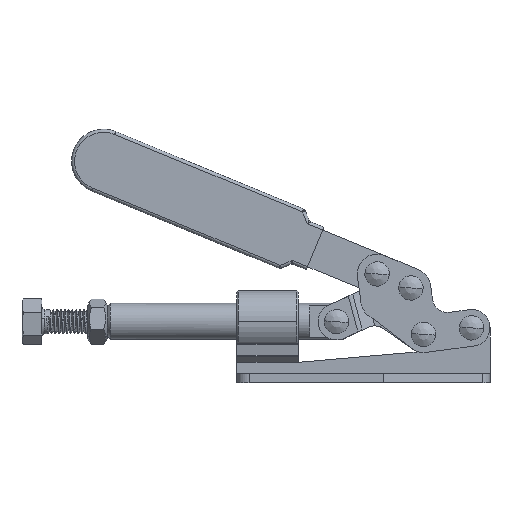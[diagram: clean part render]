
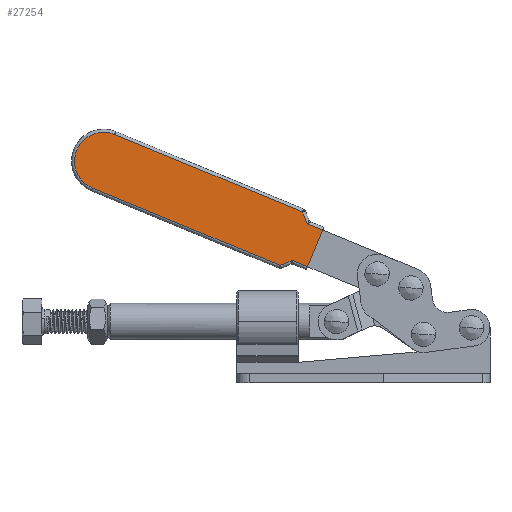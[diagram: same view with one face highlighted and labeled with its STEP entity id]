
A CAD part, front view. The second image highlights one B-rep face of the part: STEP entity #27254.
In plain terms, the highlighted face is planar.
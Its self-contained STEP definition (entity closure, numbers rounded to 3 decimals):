
#326 = CARTESIAN_POINT ( 'NONE',  ( 0., 0., 0. ) ) ;
#843 = EDGE_CURVE ( 'NONE', #8086, #36675, #8091, .T. ) ;
#2205 = VECTOR ( 'NONE', #26981, 1000. ) ;
#2907 = EDGE_CURVE ( 'NONE', #19132, #8086, #17595, .T. ) ;
#3420 = DIRECTION ( 'NONE',  ( 1., 0., 0. ) ) ;
#4994 = VECTOR ( 'NONE', #36531, 1000. ) ;
#5983 = LINE ( 'NONE', #11391, #13174 ) ;
#6435 = CARTESIAN_POINT ( 'NONE',  ( 66.586, 9.5, 0. ) ) ;
#7106 = AXIS2_PLACEMENT_3D ( 'NONE', #326, #21810, #3420 ) ;
#7771 = VERTEX_POINT ( 'NONE', #16303 ) ;
#7888 = LINE ( 'NONE', #33407, #4994 ) ;
#8086 = VERTEX_POINT ( 'NONE', #39174 ) ;
#8091 = LINE ( 'NONE', #12693, #38876 ) ;
#9031 = LINE ( 'NONE', #14132, #33555 ) ;
#9465 = PLANE ( 'NONE',  #25829 ) ;
#10477 = VECTOR ( 'NONE', #36285, 1000. ) ;
#11391 = CARTESIAN_POINT ( 'NONE',  ( 0., 9.5, 0. ) ) ;
#12693 = CARTESIAN_POINT ( 'NONE',  ( 0., -9.5, 0. ) ) ;
#13174 = VECTOR ( 'NONE', #36037, 1000. ) ;
#13703 = CARTESIAN_POINT ( 'NONE',  ( 75., -6.5, 0. ) ) ;
#14132 = CARTESIAN_POINT ( 'NONE',  ( 75., 7.5, 0. ) ) ;
#15569 = EDGE_CURVE ( 'NONE', #24158, #34311, #36995, .T. ) ;
#15626 = DIRECTION ( 'NONE',  ( 0., 0., 1. ) ) ;
#16139 = DIRECTION ( 'NONE',  ( -1., 0., 0. ) ) ;
#16303 = CARTESIAN_POINT ( 'NONE',  ( 0., 9.5, 0. ) ) ;
#16405 = ORIENTED_EDGE ( 'NONE', *, *, #32533, .T. ) ;
#16950 = ORIENTED_EDGE ( 'NONE', *, *, #35862, .T. ) ;
#17039 = EDGE_LOOP ( 'NONE', ( #34873, #16405, #24794, #17917, #38718, #16950, #30044, #33630 ) ) ;
#17429 = EDGE_CURVE ( 'NONE', #37796, #34311, #9031, .T. ) ;
#17595 = LINE ( 'NONE', #29791, #2205 ) ;
#17855 = CARTESIAN_POINT ( 'NONE',  ( 0., 6.5, 0. ) ) ;
#17917 = ORIENTED_EDGE ( 'NONE', *, *, #843, .T. ) ;
#18710 = CIRCLE ( 'NONE', #7106, 9.5 ) ;
#18814 = FACE_OUTER_BOUND ( 'NONE', #17039, .T. ) ;
#19132 = VERTEX_POINT ( 'NONE', #20088 ) ;
#19245 = CARTESIAN_POINT ( 'NONE',  ( 0., -6.5, 0. ) ) ;
#20088 = CARTESIAN_POINT ( 'NONE',  ( 69.586, -6.5, 0. ) ) ;
#21810 = DIRECTION ( 'NONE',  ( 0., 0., -1. ) ) ;
#24158 = VERTEX_POINT ( 'NONE', #30937 ) ;
#24789 = CARTESIAN_POINT ( 'NONE',  ( 0., 0., 0. ) ) ;
#24794 = ORIENTED_EDGE ( 'NONE', *, *, #2907, .T. ) ;
#25829 = AXIS2_PLACEMENT_3D ( 'NONE', #24789, #15626, #37192 ) ;
#26981 = DIRECTION ( 'NONE',  ( -0.707, -0.707, 0. ) ) ;
#27254 = ADVANCED_FACE ( 'NONE', ( #18814 ), #9465, .F. ) ;
#27552 = CARTESIAN_POINT ( 'NONE',  ( 0., -9.5, 0. ) ) ;
#27640 = DIRECTION ( 'NONE',  ( -1., 0., 0. ) ) ;
#29675 = LINE ( 'NONE', #19245, #35947 ) ;
#29791 = CARTESIAN_POINT ( 'NONE',  ( 38.043, -38.043, 0. ) ) ;
#30044 = ORIENTED_EDGE ( 'NONE', *, *, #39471, .T. ) ;
#30937 = CARTESIAN_POINT ( 'NONE',  ( 69.586, 6.5, 0. ) ) ;
#31083 = EDGE_CURVE ( 'NONE', #36675, #7771, #18710, .T. ) ;
#32174 = VERTEX_POINT ( 'NONE', #6435 ) ;
#32533 = EDGE_CURVE ( 'NONE', #37796, #19132, #29675, .T. ) ;
#32564 = DIRECTION ( 'NONE',  ( 0., 1., 0. ) ) ;
#33407 = CARTESIAN_POINT ( 'NONE',  ( 38.043, 38.043, 0. ) ) ;
#33555 = VECTOR ( 'NONE', #32564, 1000. ) ;
#33630 = ORIENTED_EDGE ( 'NONE', *, *, #15569, .T. ) ;
#34311 = VERTEX_POINT ( 'NONE', #36593 ) ;
#34873 = ORIENTED_EDGE ( 'NONE', *, *, #17429, .F. ) ;
#35862 = EDGE_CURVE ( 'NONE', #7771, #32174, #5983, .T. ) ;
#35947 = VECTOR ( 'NONE', #16139, 1000. ) ;
#36037 = DIRECTION ( 'NONE',  ( 1., 0., 0. ) ) ;
#36285 = DIRECTION ( 'NONE',  ( 1., 0., 0. ) ) ;
#36531 = DIRECTION ( 'NONE',  ( 0.707, -0.707, 0. ) ) ;
#36593 = CARTESIAN_POINT ( 'NONE',  ( 75., 6.5, 0. ) ) ;
#36675 = VERTEX_POINT ( 'NONE', #27552 ) ;
#36995 = LINE ( 'NONE', #17855, #10477 ) ;
#37192 = DIRECTION ( 'NONE',  ( 1., 0., 0. ) ) ;
#37796 = VERTEX_POINT ( 'NONE', #13703 ) ;
#38718 = ORIENTED_EDGE ( 'NONE', *, *, #31083, .T. ) ;
#38876 = VECTOR ( 'NONE', #27640, 1000. ) ;
#39174 = CARTESIAN_POINT ( 'NONE',  ( 66.586, -9.5, 0. ) ) ;
#39471 = EDGE_CURVE ( 'NONE', #32174, #24158, #7888, .T. ) ;
